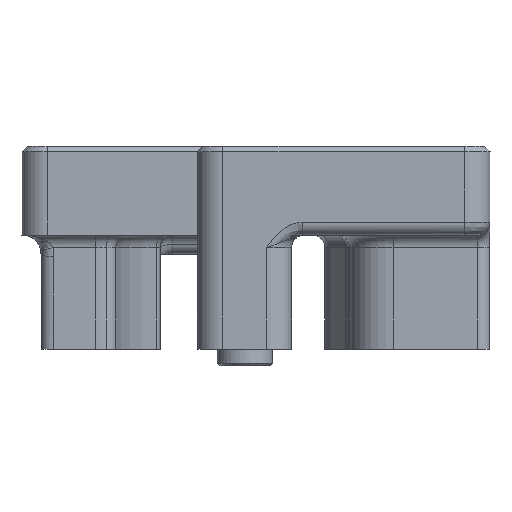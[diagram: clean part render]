
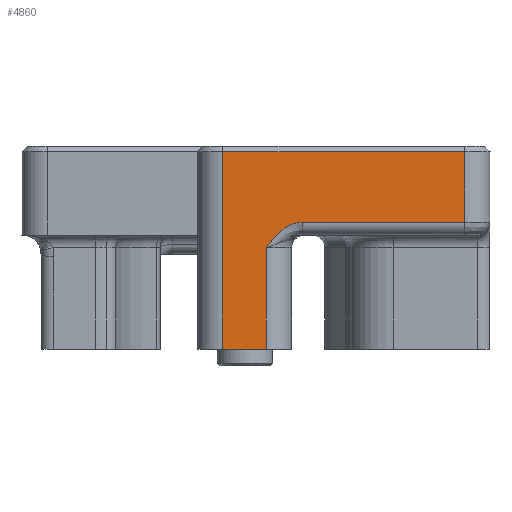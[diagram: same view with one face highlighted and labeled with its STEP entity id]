
A CAD part, left-side view. The second image highlights one B-rep face of the part: STEP entity #4860.
In plain terms, the highlighted planar face has unit normal (-1, 0, 0).
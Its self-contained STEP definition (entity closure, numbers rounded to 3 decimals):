
#180=B_SPLINE_CURVE_WITH_KNOTS('',3,(#7627,#7628,#7629,#7630,#7631,#7632,
#7633,#7634,#7635,#7636,#7637,#7638),.UNSPECIFIED.,.F.,.F.,(4,1,1,1,1,1,
1,2,4),(-0.36,-0.288,-0.216,-0.18,-0.144,
-0.108,-0.073,-0.001,0.),.UNSPECIFIED.);
#214=PLANE('',#5214);
#366=FACE_OUTER_BOUND('',#679,.T.);
#679=EDGE_LOOP('',(#3496,#3497,#3498,#3499,#3500,#3501,#3502));
#1008=LINE('',#7545,#1433);
#1034=LINE('',#7618,#1459);
#1035=LINE('',#7621,#1460);
#1036=LINE('',#7623,#1461);
#1037=LINE('',#7625,#1462);
#1038=LINE('',#7639,#1463);
#1433=VECTOR('',#5895,19.095);
#1459=VECTOR('',#5969,5.6);
#1460=VECTOR('',#5972,15.6);
#1461=VECTOR('',#5973,3.444);
#1462=VECTOR('',#5974,8.);
#1463=VECTOR('',#5975,12.823);
#2182=VERTEX_POINT('',#7540);
#2183=VERTEX_POINT('',#7544);
#2206=VERTEX_POINT('',#7616);
#2207=VERTEX_POINT('',#7620);
#2208=VERTEX_POINT('',#7622);
#2209=VERTEX_POINT('',#7624);
#2210=VERTEX_POINT('',#7626);
#2650=EDGE_CURVE('',#2182,#2183,#1008,.T.);
#2687=EDGE_CURVE('',#2183,#2206,#1034,.T.);
#2688=EDGE_CURVE('',#2207,#2182,#1035,.T.);
#2689=EDGE_CURVE('',#2207,#2208,#1036,.T.);
#2690=EDGE_CURVE('',#2209,#2208,#1037,.T.);
#2691=EDGE_CURVE('',#2210,#2209,#180,.T.);
#2692=EDGE_CURVE('',#2206,#2210,#1038,.T.);
#3496=ORIENTED_EDGE('',*,*,#2650,.F.);
#3497=ORIENTED_EDGE('',*,*,#2688,.F.);
#3498=ORIENTED_EDGE('',*,*,#2689,.T.);
#3499=ORIENTED_EDGE('',*,*,#2690,.F.);
#3500=ORIENTED_EDGE('',*,*,#2691,.F.);
#3501=ORIENTED_EDGE('',*,*,#2692,.F.);
#3502=ORIENTED_EDGE('',*,*,#2687,.F.);
#4860=ADVANCED_FACE('',(#366),#214,.F.);
#5214=AXIS2_PLACEMENT_3D('',#7619,#5970,#5971);
#5895=DIRECTION('',(0.,-1.,0.));
#5969=DIRECTION('',(0.,0.,-1.));
#5970=DIRECTION('center_axis',(1.,0.,0.));
#5971=DIRECTION('ref_axis',(0.,1.,0.));
#5972=DIRECTION('',(0.,0.,1.));
#5973=DIRECTION('',(0.,-1.,0.));
#5974=DIRECTION('',(0.,0.,-1.));
#5975=DIRECTION('',(0.,1.,0.));
#7540=CARTESIAN_POINT('',(-115.,84.05,101.63));
#7544=CARTESIAN_POINT('',(-115.,64.955,101.63));
#7545=CARTESIAN_POINT('',(-115.,84.05,101.63));
#7616=CARTESIAN_POINT('',(-115.,64.955,96.03));
#7618=CARTESIAN_POINT('',(-115.,64.955,101.63));
#7619=CARTESIAN_POINT('Origin',(-115.,56.961,72.08));
#7620=CARTESIAN_POINT('',(-115.,84.05,86.03));
#7621=CARTESIAN_POINT('',(-115.,84.05,86.03));
#7622=CARTESIAN_POINT('',(-115.,80.606,86.03));
#7623=CARTESIAN_POINT('',(-115.,84.05,86.03));
#7624=CARTESIAN_POINT('',(-115.,80.606,94.03));
#7625=CARTESIAN_POINT('',(-115.,80.606,94.03));
#7626=CARTESIAN_POINT('',(-115.,77.778,96.03));
#7627=CARTESIAN_POINT('Ctrl Pts',(-115.,77.778,96.03));
#7628=CARTESIAN_POINT('Ctrl Pts',(-115.,78.017,96.03));
#7629=CARTESIAN_POINT('Ctrl Pts',(-115.,78.502,95.951));
#7630=CARTESIAN_POINT('Ctrl Pts',(-115.,79.046,95.688));
#7631=CARTESIAN_POINT('Ctrl Pts',(-115.,79.437,95.403));
#7632=CARTESIAN_POINT('Ctrl Pts',(-115.,79.703,95.163));
#7633=CARTESIAN_POINT('Ctrl Pts',(-115.,79.95,94.9));
#7634=CARTESIAN_POINT('Ctrl Pts',(-115.,80.254,94.527));
#7635=CARTESIAN_POINT('Ctrl Pts',(-115.,80.464,94.231));
#7636=CARTESIAN_POINT('Ctrl Pts',(-115.,80.604,94.033));
#7637=CARTESIAN_POINT('Ctrl Pts',(-115.,80.605,94.032));
#7638=CARTESIAN_POINT('Ctrl Pts',(-115.,80.606,94.03));
#7639=CARTESIAN_POINT('',(-115.,64.955,96.03));
